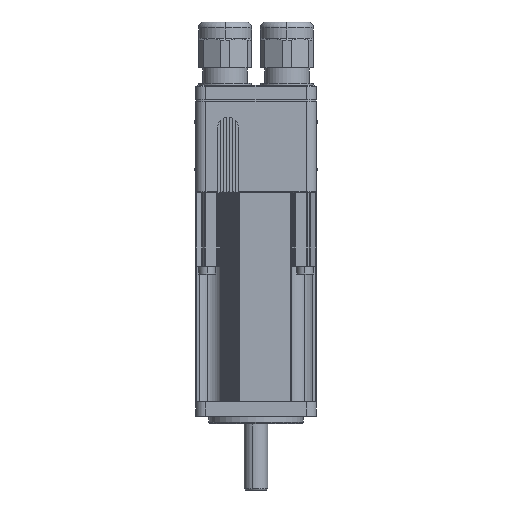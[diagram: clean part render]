
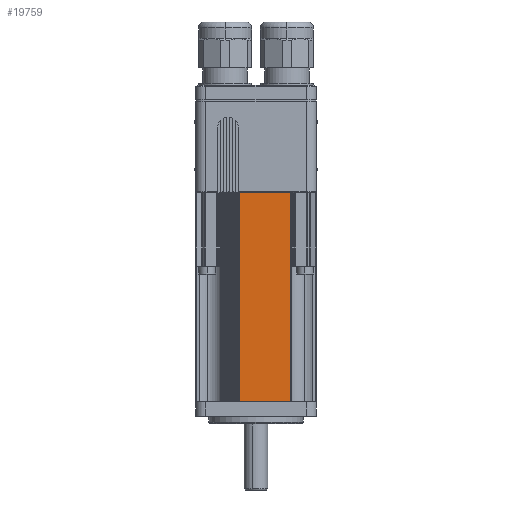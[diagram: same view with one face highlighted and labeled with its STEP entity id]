
A CAD part, front view. The second image highlights one B-rep face of the part: STEP entity #19759.
In plain terms, the highlighted planar face has unit normal (0, -1, 0).
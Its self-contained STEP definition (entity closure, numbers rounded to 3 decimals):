
#17222=CARTESIAN_POINT('',(11.75,-20.5,71.5));
#17223=VERTEX_POINT('',#17222);
#17231=CARTESIAN_POINT('',(11.75,-20.5,0.5));
#17232=VERTEX_POINT('',#17231);
#17233=CARTESIAN_POINT('',(11.75,-20.5,0.5));
#17234=DIRECTION('',(0.0,0.0,1.0));
#17235=VECTOR('',#17234,71.0);
#17236=LINE('',#17233,#17235);
#17237=EDGE_CURVE('',#17232,#17223,#17236,.T.);
#19701=CARTESIAN_POINT('',(-5.75,-20.5,71.5));
#19702=VERTEX_POINT('',#19701);
#19720=CARTESIAN_POINT('',(-5.75,-20.5,0.5));
#19721=VERTEX_POINT('',#19720);
#19729=CARTESIAN_POINT('',(-5.75,-20.5,0.5));
#19730=DIRECTION('',(0.0,0.0,1.0));
#19731=VECTOR('',#19730,71.0);
#19732=LINE('',#19729,#19731);
#19733=EDGE_CURVE('',#19721,#19702,#19732,.T.);
#19738=CARTESIAN_POINT('',(0.,-20.5,0.5));
#19739=DIRECTION('',(0.0,-1.0,0.0));
#19740=DIRECTION('',(0.0,0.0,-1.0));
#19741=AXIS2_PLACEMENT_3D('',#19738,#19739,#19740);
#19742=PLANE('',#19741);
#19743=CARTESIAN_POINT('',(11.75,-20.5,71.5));
#19744=DIRECTION('',(-1.0,0.0,0.0));
#19745=VECTOR('',#19744,17.5);
#19746=LINE('',#19743,#19745);
#19747=EDGE_CURVE('',#17223,#19702,#19746,.T.);
#19748=ORIENTED_EDGE('',*,*,#19747,.T.);
#19749=ORIENTED_EDGE('',*,*,#19733,.F.);
#19750=CARTESIAN_POINT('',(-5.75,-20.5,0.5));
#19751=DIRECTION('',(1.0,0.0,0.0));
#19752=VECTOR('',#19751,17.5);
#19753=LINE('',#19750,#19752);
#19754=EDGE_CURVE('',#19721,#17232,#19753,.T.);
#19755=ORIENTED_EDGE('',*,*,#19754,.T.);
#19756=ORIENTED_EDGE('',*,*,#17237,.T.);
#19757=EDGE_LOOP('',(#19748,#19749,#19755,#19756));
#19758=FACE_OUTER_BOUND('',#19757,.T.);
#19759=ADVANCED_FACE('',(#19758),#19742,.T.);
